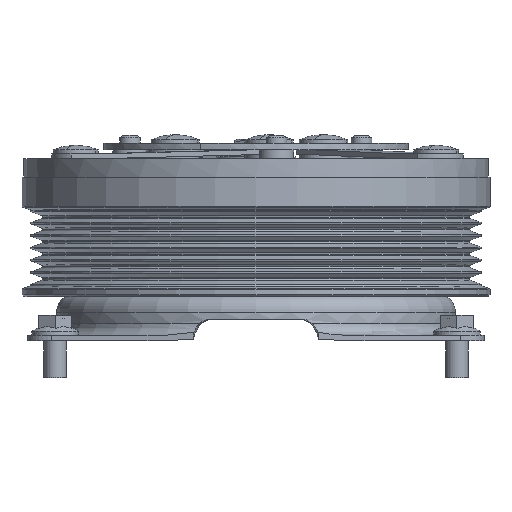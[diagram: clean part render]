
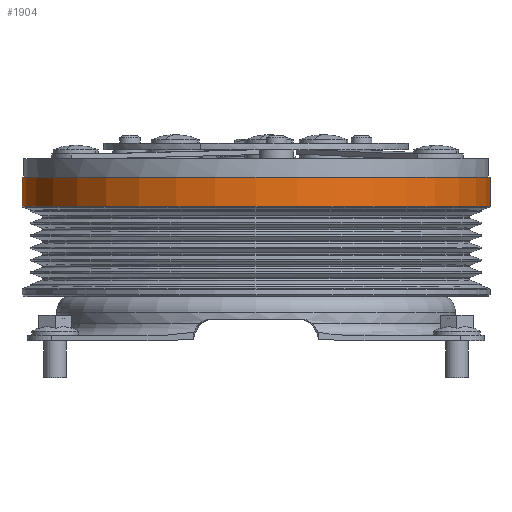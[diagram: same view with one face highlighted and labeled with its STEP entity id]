
A CAD part, front view. The second image highlights one B-rep face of the part: STEP entity #1904.
In plain terms, the highlighted cylindrical face has radius 67.5 mm (diameter 135 mm), a partial arc.
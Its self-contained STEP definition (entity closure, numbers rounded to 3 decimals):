
#581 = VERTEX_POINT ( 'NONE', #11999 ) ;
#759 = DIRECTION ( 'NONE',  ( 0., 0., -1. ) ) ;
#1904 = ADVANCED_FACE ( 'NONE', ( #7012 ), #2510, .T. ) ;
#2510 = CYLINDRICAL_SURFACE ( 'NONE', #7864, 67.5 ) ;
#2956 = EDGE_CURVE ( 'NONE', #581, #5584, #3692, .T. ) ;
#3301 = DIRECTION ( 'NONE',  ( 0., 0., 1. ) ) ;
#3692 = CIRCLE ( 'NONE', #9602, 67.5 ) ;
#3831 = CARTESIAN_POINT ( 'NONE',  ( -67.5, 0., -11.731 ) ) ;
#4718 = DIRECTION ( 'NONE',  ( -1., 0., 0. ) ) ;
#4723 = CARTESIAN_POINT ( 'NONE',  ( 67.5, 0., 68.86 ) ) ;
#5346 = DIRECTION ( 'NONE',  ( 0., 0., -1. ) ) ;
#5584 = VERTEX_POINT ( 'NONE', #4723 ) ;
#6399 = ORIENTED_EDGE ( 'NONE', *, *, #17535, .T. ) ;
#7012 = FACE_OUTER_BOUND ( 'NONE', #17321, .T. ) ;
#7033 = VECTOR ( 'NONE', #19570, 1000. ) ;
#7289 = VERTEX_POINT ( 'NONE', #9992 ) ;
#7512 = LINE ( 'NONE', #10496, #7033 ) ;
#7864 = AXIS2_PLACEMENT_3D ( 'NONE', #16392, #12321, #4718 ) ;
#9602 = AXIS2_PLACEMENT_3D ( 'NONE', #9655, #3301, #18086 ) ;
#9655 = CARTESIAN_POINT ( 'NONE',  ( 0., 0., 68.86 ) ) ;
#9826 = CARTESIAN_POINT ( 'NONE',  ( 0., 0., 77.259 ) ) ;
#9890 = AXIS2_PLACEMENT_3D ( 'NONE', #9826, #759, #11354 ) ;
#9992 = CARTESIAN_POINT ( 'NONE',  ( -67.5, 0., 77.259 ) ) ;
#10078 = ORIENTED_EDGE ( 'NONE', *, *, #2956, .T. ) ;
#10496 = CARTESIAN_POINT ( 'NONE',  ( 67.5, 0., -11.731 ) ) ;
#10628 = LINE ( 'NONE', #3831, #14684 ) ;
#11354 = DIRECTION ( 'NONE',  ( -1., 0., 0. ) ) ;
#11878 = CARTESIAN_POINT ( 'NONE',  ( 67.5, 0., 77.259 ) ) ;
#11999 = CARTESIAN_POINT ( 'NONE',  ( -67.5, 0., 68.86 ) ) ;
#12321 = DIRECTION ( 'NONE',  ( 0., 0., -1. ) ) ;
#12330 = VERTEX_POINT ( 'NONE', #11878 ) ;
#12453 = ORIENTED_EDGE ( 'NONE', *, *, #14974, .F. ) ;
#14684 = VECTOR ( 'NONE', #5346, 1000. ) ;
#14974 = EDGE_CURVE ( 'NONE', #12330, #5584, #7512, .T. ) ;
#15929 = ORIENTED_EDGE ( 'NONE', *, *, #16503, .T. ) ;
#16392 = CARTESIAN_POINT ( 'NONE',  ( 0., 0., -11.731 ) ) ;
#16503 = EDGE_CURVE ( 'NONE', #12330, #7289, #17265, .T. ) ;
#17265 = CIRCLE ( 'NONE', #9890, 67.5 ) ;
#17321 = EDGE_LOOP ( 'NONE', ( #12453, #15929, #6399, #10078 ) ) ;
#17535 = EDGE_CURVE ( 'NONE', #7289, #581, #10628, .T. ) ;
#18086 = DIRECTION ( 'NONE',  ( 1., 0., 0. ) ) ;
#19570 = DIRECTION ( 'NONE',  ( 0., 0., -1. ) ) ;
